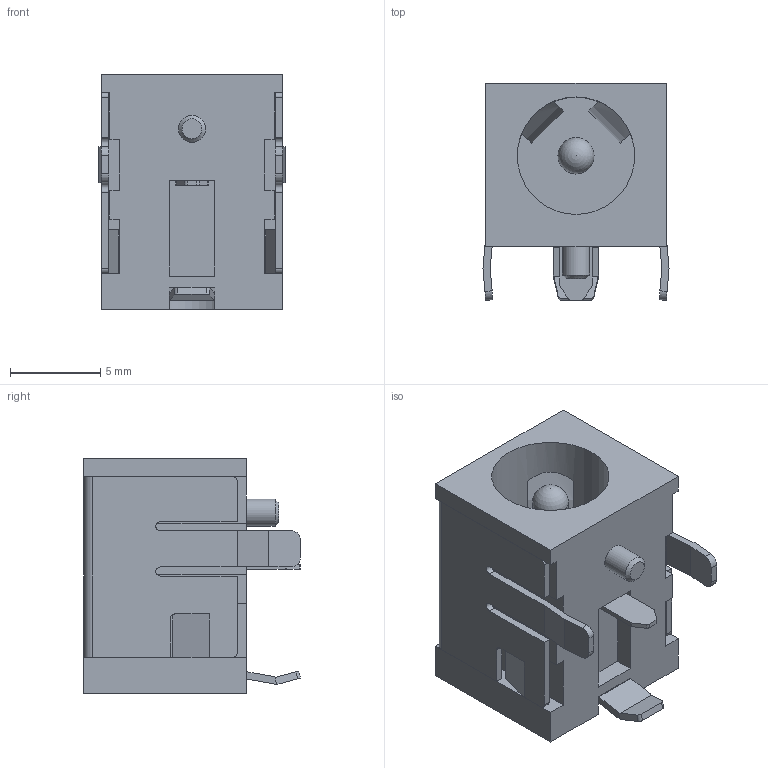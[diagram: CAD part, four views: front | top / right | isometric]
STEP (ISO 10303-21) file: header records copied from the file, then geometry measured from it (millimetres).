
FILE_DESCRIPTION(/* description */ ('STEP AP203'),/* implementation_level */ '2;1');
FILE_NAME(/* name */ 'CUI_INC_PJ-063AH.step',/* time_stamp */ '2018-11-05T17:56:07-05:00',/* author */ ('Craig'),/* organization */ (''),/* preprocessor_version */ 'ST-DEVELOPER v16.13',/* originating_system */ 'Autodesk Inventor 2018',/* authorisation */ '');
FILE_SCHEMA (('AUTOMOTIVE_DESIGN { 1 0 10303 214 3 1 1 }'));
Length unit declared in the file: millimetre
Products named in the file (1): CUI_INC_PJ-063AH
Bounding box: 10.3 x 12 x 13 mm (x, y, z)
Volume: 777.7 mm3; surface area: 1732 mm2
Topology: 4 solids, 4 shells, 148 faces, 398 edges, 264 vertices
Faces by surface type: plane 110, cylinder 33, torus 3, cone 1, sphere 1
Full cylindrical faces by diameter (mm): 1.4 x1, 1.5 x2, 2 x1, 6.5 x1
Entity records: 4788 total; most frequent: CARTESIAN_POINT 887, ORIENTED_EDGE 772, DIRECTION 748, EDGE_CURVE 386, LINE 306, VECTOR 306, VERTEX_POINT 262, AXIS2_PLACEMENT_3D 221
